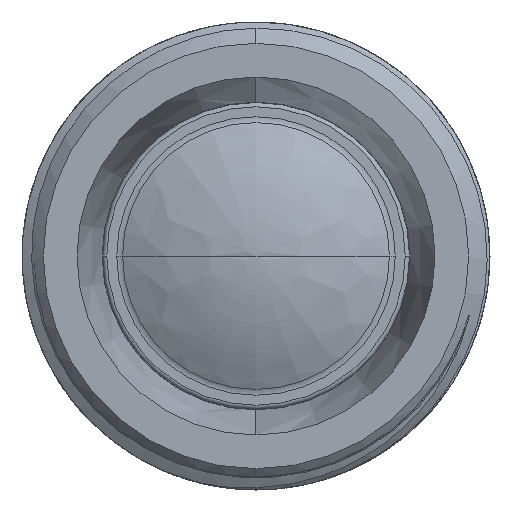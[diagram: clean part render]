
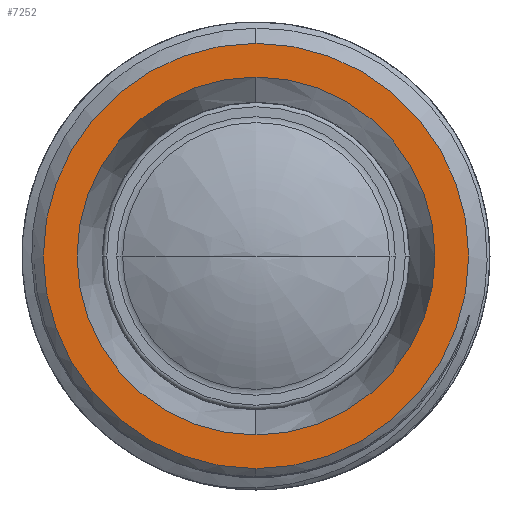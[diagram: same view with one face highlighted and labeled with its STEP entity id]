
A CAD part, left-side view. The second image highlights one B-rep face of the part: STEP entity #7252.
In plain terms, the highlighted face is planar.
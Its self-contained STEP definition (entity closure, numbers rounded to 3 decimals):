
#43 = CIRCLE ( 'NONE', #17254, 5. ) ;
#233 = CARTESIAN_POINT ( 'NONE',  ( 0., 0., 0. ) ) ;
#290 = DIRECTION ( 'NONE',  ( 0., 1., 0. ) ) ;
#320 = DIRECTION ( 'NONE',  ( 0., 0., 1. ) ) ;
#574 = ORIENTED_EDGE ( 'NONE', *, *, #1993, .F. ) ;
#598 = DIRECTION ( 'NONE',  ( 0., 0., -1. ) ) ;
#655 = DIRECTION ( 'NONE',  ( 0., 1., 0. ) ) ;
#1993 = EDGE_CURVE ( 'NONE', #14296, #8805, #43, .T. ) ;
#2416 = EDGE_LOOP ( 'NONE', ( #574, #17542 ) ) ;
#2915 = EDGE_LOOP ( 'NONE', ( #12781, #4936 ) ) ;
#4522 = CARTESIAN_POINT ( 'NONE',  ( 0., 5., 0. ) ) ;
#4754 = CARTESIAN_POINT ( 'NONE',  ( 0., 0., 0. ) ) ;
#4889 = DIRECTION ( 'NONE',  ( 0., 0., -1. ) ) ;
#4936 = ORIENTED_EDGE ( 'NONE', *, *, #15486, .T. ) ;
#5168 = FACE_OUTER_BOUND ( 'NONE', #2416, .T. ) ;
#5190 = CARTESIAN_POINT ( 'NONE',  ( 0., 0., 0. ) ) ;
#6244 = DIRECTION ( 'NONE',  ( 0., -1., 0. ) ) ;
#7252 = ADVANCED_FACE ( 'NONE', ( #5168, #12048 ), #10192, .T. ) ;
#7479 = CIRCLE ( 'NONE', #9189, 4.207 ) ;
#7866 = CIRCLE ( 'NONE', #14237, 4.207 ) ;
#8747 = EDGE_CURVE ( 'NONE', #11506, #13893, #7479, .T. ) ;
#8805 = VERTEX_POINT ( 'NONE', #4522 ) ;
#9189 = AXIS2_PLACEMENT_3D ( 'NONE', #233, #16303, #290 ) ;
#10104 = EDGE_CURVE ( 'NONE', #8805, #14296, #11325, .T. ) ;
#10192 = PLANE ( 'NONE',  #15178 ) ;
#10632 = DIRECTION ( 'NONE',  ( 1., 0., 0. ) ) ;
#10647 = DIRECTION ( 'NONE',  ( 0., 0., -1. ) ) ;
#11325 = CIRCLE ( 'NONE', #14962, 5. ) ;
#11506 = VERTEX_POINT ( 'NONE', #18806 ) ;
#12048 = FACE_BOUND ( 'NONE', #2915, .T. ) ;
#12302 = DIRECTION ( 'NONE',  ( 0., -1., 0. ) ) ;
#12781 = ORIENTED_EDGE ( 'NONE', *, *, #8747, .T. ) ;
#13893 = VERTEX_POINT ( 'NONE', #15823 ) ;
#14237 = AXIS2_PLACEMENT_3D ( 'NONE', #4754, #10647, #12302 ) ;
#14296 = VERTEX_POINT ( 'NONE', #15798 ) ;
#14962 = AXIS2_PLACEMENT_3D ( 'NONE', #5190, #598, #655 ) ;
#15178 = AXIS2_PLACEMENT_3D ( 'NONE', #17875, #320, #10632 ) ;
#15486 = EDGE_CURVE ( 'NONE', #13893, #11506, #7866, .T. ) ;
#15798 = CARTESIAN_POINT ( 'NONE',  ( 0., -5., 0. ) ) ;
#15823 = CARTESIAN_POINT ( 'NONE',  ( 0., -4.207, 0. ) ) ;
#16303 = DIRECTION ( 'NONE',  ( 0., 0., -1. ) ) ;
#16371 = CARTESIAN_POINT ( 'NONE',  ( 0., 0., 0. ) ) ;
#17254 = AXIS2_PLACEMENT_3D ( 'NONE', #16371, #4889, #6244 ) ;
#17542 = ORIENTED_EDGE ( 'NONE', *, *, #10104, .F. ) ;
#17875 = CARTESIAN_POINT ( 'NONE',  ( 0., 0., 0. ) ) ;
#18806 = CARTESIAN_POINT ( 'NONE',  ( 0., 4.207, 0. ) ) ;
